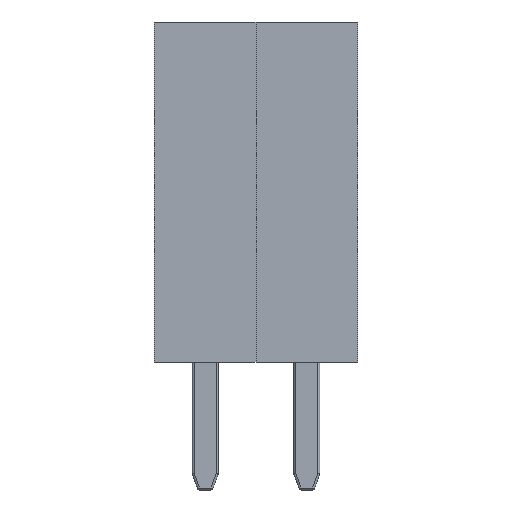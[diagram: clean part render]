
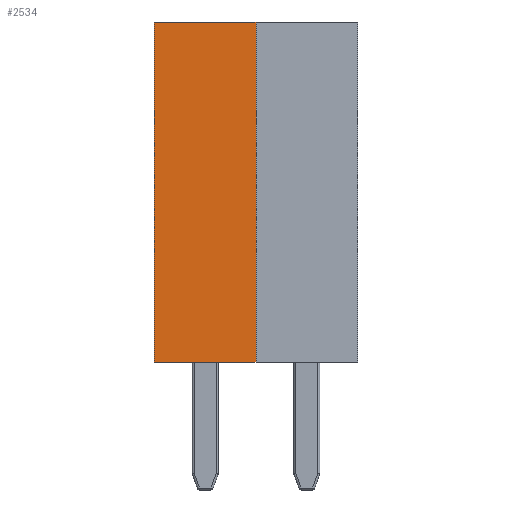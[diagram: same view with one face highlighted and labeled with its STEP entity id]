
A CAD part, front view. The second image highlights one B-rep face of the part: STEP entity #2534.
In plain terms, the highlighted planar face has unit normal (0, -1, 0).
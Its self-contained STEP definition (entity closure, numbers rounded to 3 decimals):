
#438=FACE_OUTER_BOUND('',#594,.T.);
#594=EDGE_LOOP('',(#2185,#2186,#2187,#2188));
#623=LINE('',#3748,#809);
#628=LINE('',#3758,#814);
#762=LINE('',#4403,#948);
#780=LINE('',#4487,#966);
#809=VECTOR('',#2943,10.);
#814=VECTOR('',#2952,10.);
#948=VECTOR('',#3550,10.);
#966=VECTOR('',#3672,10.);
#993=VERTEX_POINT('',#3745);
#994=VERTEX_POINT('',#3747);
#997=VERTEX_POINT('',#3757);
#1148=VERTEX_POINT('',#4402);
#1195=EDGE_CURVE('',#994,#993,#623,.T.);
#1200=EDGE_CURVE('',#994,#997,#628,.T.);
#1462=EDGE_CURVE('',#997,#1148,#762,.T.);
#1504=EDGE_CURVE('',#993,#1148,#780,.T.);
#2185=ORIENTED_EDGE('',*,*,#1195,.T.);
#2186=ORIENTED_EDGE('',*,*,#1504,.T.);
#2187=ORIENTED_EDGE('',*,*,#1462,.F.);
#2188=ORIENTED_EDGE('',*,*,#1200,.F.);
#2233=PLANE('',#2886);
#2534=ADVANCED_FACE('',(#438),#2233,.T.);
#2886=AXIS2_PLACEMENT_3D('',#4488,#3673,#3674);
#2943=DIRECTION('',(1.,0.,0.));
#2952=DIRECTION('',(0.,0.,1.));
#3550=DIRECTION('',(1.,0.,0.));
#3672=DIRECTION('',(0.,0.,1.));
#3673=DIRECTION('center_axis',(0.,-1.,0.));
#3674=DIRECTION('ref_axis',(1.,0.,0.));
#3745=CARTESIAN_POINT('',(1.27,-1.27,0.));
#3747=CARTESIAN_POINT('',(-1.27,-1.27,0.));
#3748=CARTESIAN_POINT('',(-1.27,-1.27,0.));
#3757=CARTESIAN_POINT('',(-1.27,-1.27,8.5));
#3758=CARTESIAN_POINT('',(-1.27,-1.27,0.));
#4402=CARTESIAN_POINT('',(1.27,-1.27,8.5));
#4403=CARTESIAN_POINT('',(-1.27,-1.27,8.5));
#4487=CARTESIAN_POINT('',(1.27,-1.27,0.));
#4488=CARTESIAN_POINT('Origin',(-1.27,-1.27,0.));
